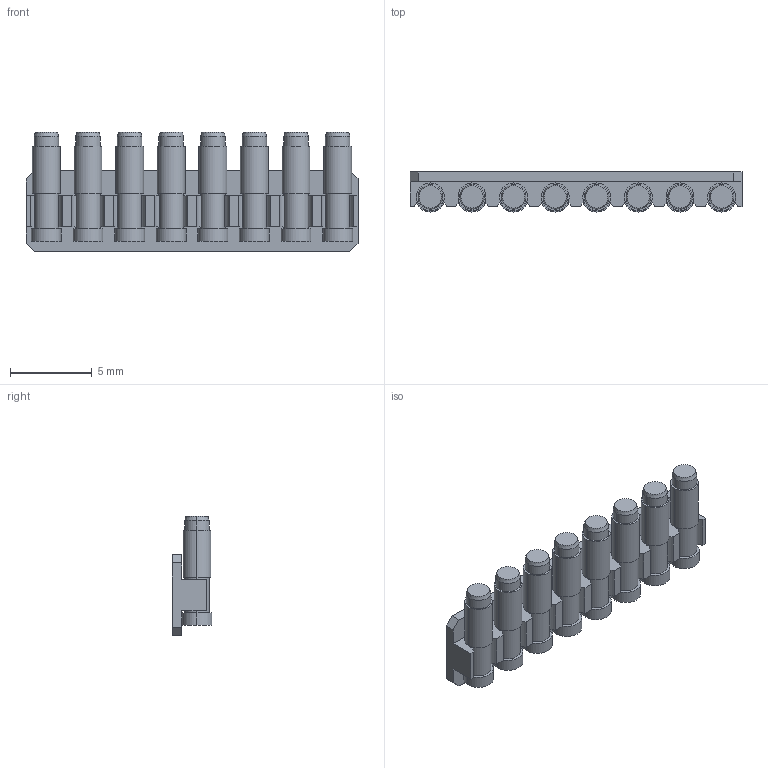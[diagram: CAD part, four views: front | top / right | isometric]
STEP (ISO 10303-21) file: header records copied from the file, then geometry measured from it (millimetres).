
FILE_DESCRIPTION (( 'STEP AP214' ), '1' );
FILE_NAME ('mill-max-319-10-108-40-080001.step', '2021-09-05T17:46:49', ( '' ), ( '' ), 'SwSTEP 2.0', 'SolidWorks 2021', '' );
FILE_SCHEMA (( 'AUTOMOTIVE_DESIGN' ));
Length unit declared in the file: inch
Products named in the file (3): mill-max-319-10-108-40-080001_P8XX-18-083-00-400155_P808-18-083-00-400155; mill-max-319-10-108-40-080001; mill-max-319-10-108-40-080001_1980_1980-0-00-15-00-00-03-0
Assembly tree (9 placements, depth 2):
  mill-max-319-10-108-40-080001
    mill-max-319-10-108-40-080001_P8XX-18-083-00-400155_P808-18-083-00-400155
    mill-max-319-10-108-40-080001_1980_1980-0-00-15-00-00-03-0  x8
Bounding box: 20.27 x 2.44 x 7.29 mm (x, y, z)
Volume: 198.5 mm3; surface area: 612 mm2
Topology: 9 solids, 9 shells, 182 faces, 404 edges, 264 vertices
Faces by surface type: cylinder 104, plane 62, cone 16
Entity records: 2644 total; most frequent: DIRECTION 484, CARTESIAN_POINT 435, ORIENTED_EDGE 416, EDGE_CURVE 208, AXIS2_PLACEMENT_3D 187, VERTEX_POINT 138, LINE 110, VECTOR 110
